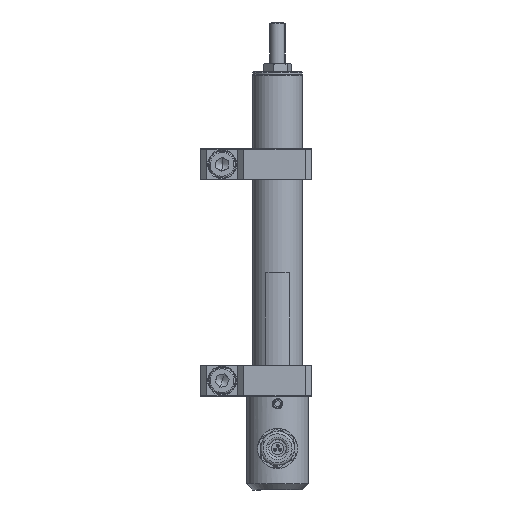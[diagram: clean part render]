
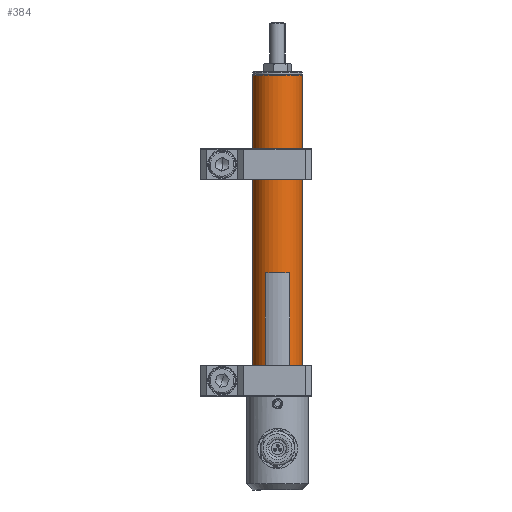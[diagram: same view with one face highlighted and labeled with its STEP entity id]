
A CAD part, front view. The second image highlights one B-rep face of the part: STEP entity #384.
In plain terms, the highlighted cylindrical face has radius 8 mm (diameter 16 mm), a partial arc.
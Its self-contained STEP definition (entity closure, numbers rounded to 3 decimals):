
#343 = EDGE_CURVE ( 'NONE', #375, #349, #2729, .T. ) ;
#348 = EDGE_LOOP ( 'NONE', ( #380, #383, #385, #386 ) ) ;
#349 = VERTEX_POINT ( 'NONE', #2781 ) ;
#370 = VERTEX_POINT ( 'NONE', #2829 ) ;
#373 = EDGE_CURVE ( 'NONE', #374, #370, #2837, .T. ) ;
#374 = VERTEX_POINT ( 'NONE', #2818 ) ;
#375 = VERTEX_POINT ( 'NONE', #2816 ) ;
#378 = EDGE_CURVE ( 'NONE', #375, #374, #2866, .T. ) ;
#380 = ORIENTED_EDGE ( 'NONE', *, *, #343, .F. ) ;
#382 = EDGE_CURVE ( 'NONE', #370, #349, #2848, .T. ) ;
#383 = ORIENTED_EDGE ( 'NONE', *, *, #378, .T. ) ;
#384 = ADVANCED_FACE ( 'NONE', ( #2897 ), #2867, .T. ) ;
#385 = ORIENTED_EDGE ( 'NONE', *, *, #373, .T. ) ;
#386 = ORIENTED_EDGE ( 'NONE', *, *, #382, .T. ) ;
#2726 = DIRECTION ( 'NONE',  ( 0., 0., 1. ) ) ;
#2727 = VECTOR ( 'NONE', #2726, 1000. ) ;
#2728 = CARTESIAN_POINT ( 'NONE',  ( -8., 0., -113.7 ) ) ;
#2729 = LINE ( 'NONE', #2728, #2727 ) ;
#2781 = CARTESIAN_POINT ( 'NONE',  ( -8., 0., -0.15 ) ) ;
#2816 = CARTESIAN_POINT ( 'NONE',  ( -8., 0., -104.5 ) ) ;
#2818 = CARTESIAN_POINT ( 'NONE',  ( 8., 0., -104.5 ) ) ;
#2829 = CARTESIAN_POINT ( 'NONE',  ( 8., 0., -0.15 ) ) ;
#2836 = CARTESIAN_POINT ( 'NONE',  ( 8., 0., -113.7 ) ) ;
#2837 = LINE ( 'NONE', #2836, #2870 ) ;
#2845 = CARTESIAN_POINT ( 'NONE',  ( 0., 0., -113.7 ) ) ;
#2847 = CARTESIAN_POINT ( 'NONE',  ( 0., 0., -0.15 ) ) ;
#2848 = CIRCLE ( 'NONE', #2893, 8. ) ;
#2865 = CARTESIAN_POINT ( 'NONE',  ( 0., 0., -104.5 ) ) ;
#2866 = CIRCLE ( 'NONE', #2868, 8. ) ;
#2867 = CYLINDRICAL_SURFACE ( 'NONE', #2895, 8. ) ;
#2868 = AXIS2_PLACEMENT_3D ( 'NONE', #2865, #2899, #2898 ) ;
#2869 = DIRECTION ( 'NONE',  ( 0., 0., 1. ) ) ;
#2870 = VECTOR ( 'NONE', #2869, 1000. ) ;
#2872 = DIRECTION ( 'NONE',  ( 0., 0., 1. ) ) ;
#2876 = DIRECTION ( 'NONE',  ( 1., 0., 0. ) ) ;
#2891 = DIRECTION ( 'NONE',  ( 1., 0., 0. ) ) ;
#2892 = DIRECTION ( 'NONE',  ( 0., 0., -1. ) ) ;
#2893 = AXIS2_PLACEMENT_3D ( 'NONE', #2847, #2892, #2891 ) ;
#2895 = AXIS2_PLACEMENT_3D ( 'NONE', #2845, #2872, #2876 ) ;
#2897 = FACE_OUTER_BOUND ( 'NONE', #348, .T. ) ;
#2898 = DIRECTION ( 'NONE',  ( -1., 0., 0. ) ) ;
#2899 = DIRECTION ( 'NONE',  ( 0., 0., 1. ) ) ;
